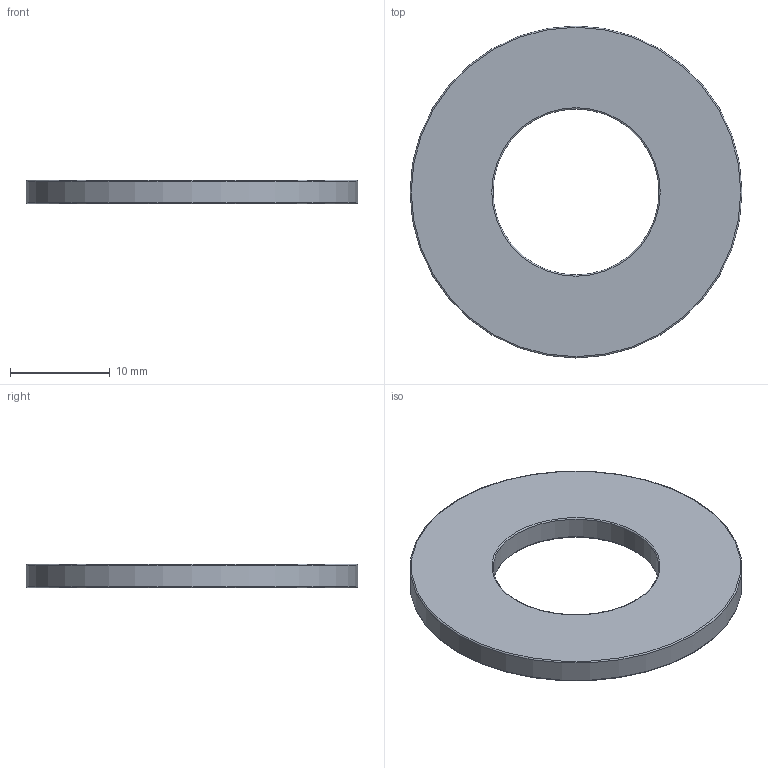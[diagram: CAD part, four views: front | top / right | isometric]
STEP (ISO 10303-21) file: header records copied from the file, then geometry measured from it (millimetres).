
FILE_DESCRIPTION(/* description */ (''),/* implementation_level */ '2;1');
FILE_NAME(/* name */ 'SUBCONN SSWB 5_8.stp',/* time_stamp */ '2015-09-28T15:44:52+02:00',/* author */ ('sh'),/* organization */ (''),/* preprocessor_version */ 'ST-DEVELOPER v15.2',/* originating_system */ 'Autodesk Inventor 2014',/* authorisation */ '');
FILE_SCHEMA (('AUTOMOTIVE_DESIGN { 1 0 10303 214 3 1 1 }'));
Length unit declared in the file: inch
Products named in the file (1): SUBCONN SSWB 5_8
Bounding box: 33.34 x 33.34 x 2.38 mm (x, y, z)
Volume: 1557.8 mm3; surface area: 1666.3 mm2
Topology: 1 solids, 1 shells, 8 faces, 14 edges, 8 vertices
Faces by surface type: torus 4, cylinder 2, plane 2
Full cylindrical faces by diameter (mm): 16.669 x1, 33.337 x1
Entity records: 197 total; most frequent: DIRECTION 34, CARTESIAN_POINT 25, AXIS2_PLACEMENT_3D 17, EDGE_LOOP 16, ORIENTED_EDGE 16, STYLED_ITEM 9, FACE_BOUND 8, FACE_OUTER_BOUND 8
